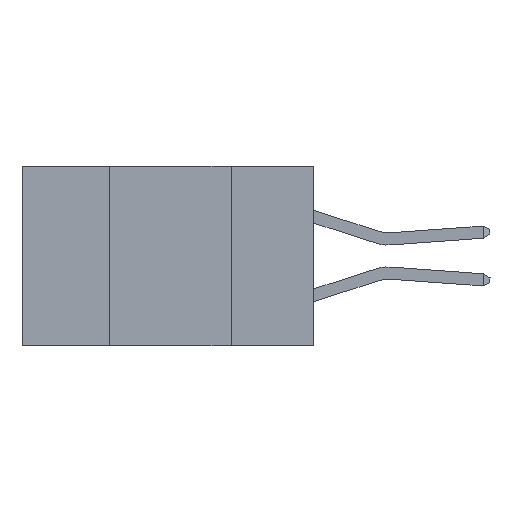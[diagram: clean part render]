
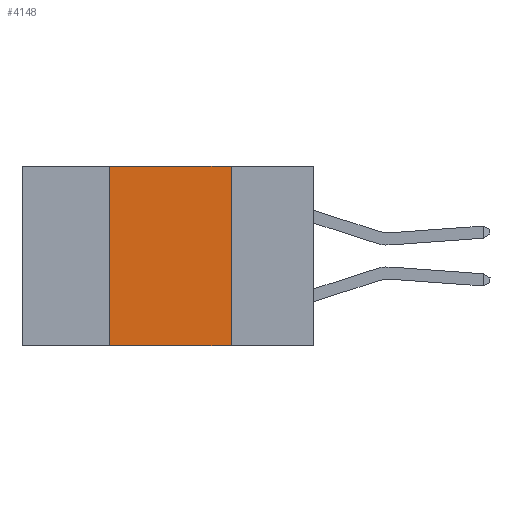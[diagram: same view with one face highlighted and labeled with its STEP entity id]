
A CAD part, left-side view. The second image highlights one B-rep face of the part: STEP entity #4148.
In plain terms, the highlighted planar face has unit normal (-1, 0, 0).
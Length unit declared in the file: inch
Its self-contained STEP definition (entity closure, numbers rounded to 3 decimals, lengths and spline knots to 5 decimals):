
#522 = DIRECTION ( 'NONE',  ( 0., 0., -1. ) ) ;
#877 = EDGE_CURVE ( 'NONE', #18736, #16496, #18677, .T. ) ;
#1015 = DIRECTION ( 'NONE',  ( 0., 0., -1. ) ) ;
#2936 = VECTOR ( 'NONE', #10294, 39.37008 ) ;
#3185 = DIRECTION ( 'NONE',  ( 1., 0., 0. ) ) ;
#4148 = ADVANCED_FACE ( 'NONE', ( #23642 ), #23107, .F. ) ;
#6088 = ORIENTED_EDGE ( 'NONE', *, *, #15690, .F. ) ;
#6725 = LINE ( 'NONE', #16862, #19734 ) ;
#7401 = AXIS2_PLACEMENT_3D ( 'NONE', #9325, #3185, #1015 ) ;
#7789 = CARTESIAN_POINT ( 'NONE',  ( 0., 0.17, 0. ) ) ;
#7866 = VECTOR ( 'NONE', #12300, 39.37008 ) ;
#8292 = LINE ( 'NONE', #8417, #7866 ) ;
#8346 = DIRECTION ( 'NONE',  ( 0., -1., 0. ) ) ;
#8417 = CARTESIAN_POINT ( 'NONE',  ( 0., 0.42, 0. ) ) ;
#9180 = CARTESIAN_POINT ( 'NONE',  ( 0., 0.42, -0.37 ) ) ;
#9325 = CARTESIAN_POINT ( 'NONE',  ( 0., 0.6, 0. ) ) ;
#9987 = EDGE_LOOP ( 'NONE', ( #13585, #6088, #17578, #21457 ) ) ;
#10294 = DIRECTION ( 'NONE',  ( 0., -1., 0. ) ) ;
#10953 = EDGE_CURVE ( 'NONE', #24840, #16496, #14722, .T. ) ;
#12300 = DIRECTION ( 'NONE',  ( 0., 0., 1. ) ) ;
#13585 = ORIENTED_EDGE ( 'NONE', *, *, #10953, .F. ) ;
#14684 = CARTESIAN_POINT ( 'NONE',  ( 0., 0.6, -0.37 ) ) ;
#14704 = CARTESIAN_POINT ( 'NONE',  ( 0., 0.42, 0. ) ) ;
#14722 = LINE ( 'NONE', #23031, #21152 ) ;
#15690 = EDGE_CURVE ( 'NONE', #16264, #24840, #6725, .T. ) ;
#16264 = VERTEX_POINT ( 'NONE', #14704 ) ;
#16496 = VERTEX_POINT ( 'NONE', #16922 ) ;
#16862 = CARTESIAN_POINT ( 'NONE',  ( 0., 0.6, 0. ) ) ;
#16922 = CARTESIAN_POINT ( 'NONE',  ( 0., 0.17, -0.37 ) ) ;
#17578 = ORIENTED_EDGE ( 'NONE', *, *, #17955, .F. ) ;
#17955 = EDGE_CURVE ( 'NONE', #18736, #16264, #8292, .T. ) ;
#18677 = LINE ( 'NONE', #14684, #2936 ) ;
#18736 = VERTEX_POINT ( 'NONE', #9180 ) ;
#19734 = VECTOR ( 'NONE', #8346, 39.37008 ) ;
#21152 = VECTOR ( 'NONE', #522, 39.37008 ) ;
#21457 = ORIENTED_EDGE ( 'NONE', *, *, #877, .T. ) ;
#23031 = CARTESIAN_POINT ( 'NONE',  ( 0., 0.17, 0. ) ) ;
#23107 = PLANE ( 'NONE',  #7401 ) ;
#23642 = FACE_OUTER_BOUND ( 'NONE', #9987, .T. ) ;
#24840 = VERTEX_POINT ( 'NONE', #7789 ) ;
